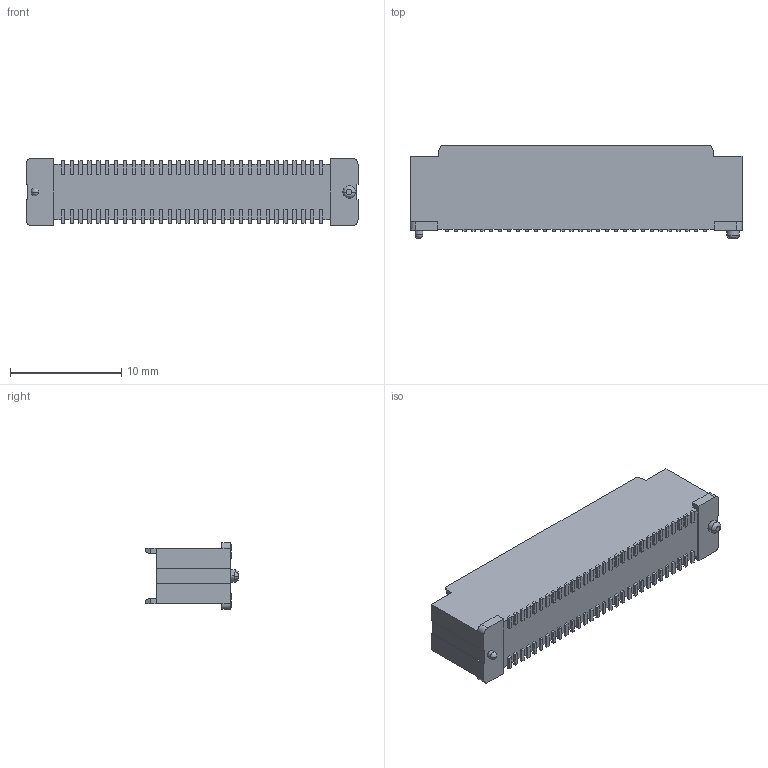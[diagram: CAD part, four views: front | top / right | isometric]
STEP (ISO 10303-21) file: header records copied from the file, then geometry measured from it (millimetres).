
FILE_DESCRIPTION((''),'2;1');
FILE_NAME('61083-064X0XXX_P4-60PIN_','2017-05-12T',('gub'),('AFCI'),'CREO PARAMETRIC BY PTC INC, 2016130','CREO PARAMETRIC BY PTC INC, 2016130','');
FILE_SCHEMA(('AUTOMOTIVE_DESIGN { 1 0 10303 214 1 1 1 1 }'));
Length unit declared in the file: millimetre
Products named in the file (1): 61083-064X0XXX_P4-60PIN_
Bounding box: 29.8 x 8.35 x 6 mm (x, y, z)
Volume: 797.9 mm3; surface area: 1182.9 mm2
Topology: 1 solids, 1 shells, 778 faces, 2147 edges, 1377 vertices
Faces by surface type: plane 742, cylinder 16, cone 16, sphere 2, bspline 2
Entity records: 24344 total; most frequent: CARTESIAN_POINT 4356, ORIENTED_EDGE 4290, DIRECTION 3751, EDGE_CURVE 2145, VECTOR 2091, LINE 2091, VERTEX_POINT 1377, AXIS2_PLACEMENT_3D 830
